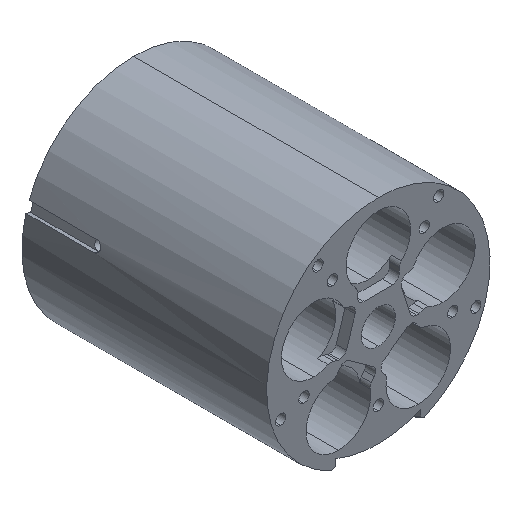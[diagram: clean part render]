
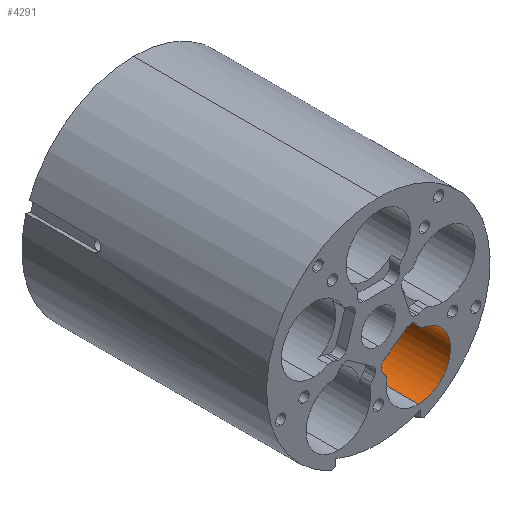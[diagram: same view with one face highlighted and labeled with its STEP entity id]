
A CAD part, isometric view. The second image highlights one B-rep face of the part: STEP entity #4291.
In plain terms, the highlighted cylindrical face has radius 9.5 mm (diameter 19 mm), a partial arc.
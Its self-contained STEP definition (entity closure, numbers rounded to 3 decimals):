
#41 = CARTESIAN_POINT ( 'NONE',  ( 13.321, 0., -6.81 ) ) ;
#55 = CIRCLE ( 'NONE', #3434, 9.5 ) ;
#123 = VERTEX_POINT ( 'NONE', #355 ) ;
#154 = AXIS2_PLACEMENT_3D ( 'NONE', #2996, #3410, #1186 ) ;
#232 = EDGE_CURVE ( 'NONE', #5607, #5083, #904, .T. ) ;
#355 = CARTESIAN_POINT ( 'NONE',  ( 11.756, 0., -25.68 ) ) ;
#500 = EDGE_CURVE ( 'NONE', #5607, #585, #2022, .T. ) ;
#585 = VERTEX_POINT ( 'NONE', #4553 ) ;
#761 = CARTESIAN_POINT ( 'NONE',  ( 13.321, 69., -6.81 ) ) ;
#904 = CIRCLE ( 'NONE', #5551, 9.5 ) ;
#969 = ORIENTED_EDGE ( 'NONE', *, *, #3669, .T. ) ;
#1071 = ORIENTED_EDGE ( 'NONE', *, *, #2771, .T. ) ;
#1155 = CYLINDRICAL_SURFACE ( 'NONE', #154, 9.5 ) ;
#1186 = DIRECTION ( 'NONE',  ( 0., 0., -1. ) ) ;
#1282 = VECTOR ( 'NONE', #3139, 1000. ) ;
#1372 = CARTESIAN_POINT ( 'NONE',  ( 11.756, 72., -6.68 ) ) ;
#1377 = DIRECTION ( 'NONE',  ( 0., -1., 0. ) ) ;
#1679 = CARTESIAN_POINT ( 'NONE',  ( 11.756, 0., -16.18 ) ) ;
#1696 = LINE ( 'NONE', #2609, #1282 ) ;
#1787 = CARTESIAN_POINT ( 'NONE',  ( 11.756, 3., -6.68 ) ) ;
#1848 = CARTESIAN_POINT ( 'NONE',  ( 11.756, 69., -16.18 ) ) ;
#1901 = VERTEX_POINT ( 'NONE', #3509 ) ;
#2022 = LINE ( 'NONE', #3426, #2558 ) ;
#2209 = VERTEX_POINT ( 'NONE', #3864 ) ;
#2335 = DIRECTION ( 'NONE',  ( 0., 0., 1. ) ) ;
#2390 = EDGE_CURVE ( 'NONE', #5083, #4649, #4578, .T. ) ;
#2558 = VECTOR ( 'NONE', #4079, 1000. ) ;
#2609 = CARTESIAN_POINT ( 'NONE',  ( 11.756, 72., -25.68 ) ) ;
#2665 = EDGE_CURVE ( 'NONE', #585, #2209, #3703, .T. ) ;
#2691 = ORIENTED_EDGE ( 'NONE', *, *, #2390, .F. ) ;
#2771 = EDGE_CURVE ( 'NONE', #2209, #123, #1696, .T. ) ;
#2904 = EDGE_CURVE ( 'NONE', #3232, #1901, #5924, .T. ) ;
#2973 = DIRECTION ( 'NONE',  ( 0., 0., 1. ) ) ;
#2996 = CARTESIAN_POINT ( 'NONE',  ( 11.756, 72., -16.18 ) ) ;
#3017 = ORIENTED_EDGE ( 'NONE', *, *, #2665, .T. ) ;
#3083 = DIRECTION ( 'NONE',  ( 0., 1., 0. ) ) ;
#3139 = DIRECTION ( 'NONE',  ( 0., -1., 0. ) ) ;
#3232 = VERTEX_POINT ( 'NONE', #41 ) ;
#3410 = DIRECTION ( 'NONE',  ( 0., -1., 0. ) ) ;
#3426 = CARTESIAN_POINT ( 'NONE',  ( 13.321, 72., -6.81 ) ) ;
#3434 = AXIS2_PLACEMENT_3D ( 'NONE', #4556, #1377, #5033 ) ;
#3509 = CARTESIAN_POINT ( 'NONE',  ( 13.321, 3., -6.81 ) ) ;
#3519 = DIRECTION ( 'NONE',  ( 0., 1., 0. ) ) ;
#3593 = EDGE_CURVE ( 'NONE', #3232, #123, #4218, .T. ) ;
#3604 = CARTESIAN_POINT ( 'NONE',  ( 11.756, 72., -16.18 ) ) ;
#3669 = EDGE_CURVE ( 'NONE', #1901, #4649, #55, .T. ) ;
#3703 = CIRCLE ( 'NONE', #4664, 9.5 ) ;
#3704 = ORIENTED_EDGE ( 'NONE', *, *, #3593, .F. ) ;
#3788 = ORIENTED_EDGE ( 'NONE', *, *, #2904, .T. ) ;
#3864 = CARTESIAN_POINT ( 'NONE',  ( 11.756, 72., -25.68 ) ) ;
#3931 = ORIENTED_EDGE ( 'NONE', *, *, #232, .F. ) ;
#4079 = DIRECTION ( 'NONE',  ( 0., 1., 0. ) ) ;
#4155 = DIRECTION ( 'NONE',  ( 0., 1., 0. ) ) ;
#4218 = CIRCLE ( 'NONE', #4691, 9.5 ) ;
#4291 = ADVANCED_FACE ( 'NONE', ( #5717 ), #1155, .F. ) ;
#4344 = EDGE_LOOP ( 'NONE', ( #2691, #3931, #5525, #3017, #1071, #3704, #3788, #969 ) ) ;
#4553 = CARTESIAN_POINT ( 'NONE',  ( 13.321, 72., -6.81 ) ) ;
#4556 = CARTESIAN_POINT ( 'NONE',  ( 11.756, 3., -16.18 ) ) ;
#4578 = LINE ( 'NONE', #1372, #4857 ) ;
#4649 = VERTEX_POINT ( 'NONE', #1787 ) ;
#4664 = AXIS2_PLACEMENT_3D ( 'NONE', #3604, #3083, #4930 ) ;
#4667 = VECTOR ( 'NONE', #4155, 1000. ) ;
#4691 = AXIS2_PLACEMENT_3D ( 'NONE', #1679, #3519, #2973 ) ;
#4857 = VECTOR ( 'NONE', #5085, 1000. ) ;
#4930 = DIRECTION ( 'NONE',  ( 0., 0., 1. ) ) ;
#5033 = DIRECTION ( 'NONE',  ( 0., 0., 1. ) ) ;
#5047 = DIRECTION ( 'NONE',  ( 0., -1., 0. ) ) ;
#5083 = VERTEX_POINT ( 'NONE', #5249 ) ;
#5085 = DIRECTION ( 'NONE',  ( 0., -1., 0. ) ) ;
#5249 = CARTESIAN_POINT ( 'NONE',  ( 11.756, 69., -6.68 ) ) ;
#5525 = ORIENTED_EDGE ( 'NONE', *, *, #500, .T. ) ;
#5551 = AXIS2_PLACEMENT_3D ( 'NONE', #1848, #5047, #2335 ) ;
#5607 = VERTEX_POINT ( 'NONE', #761 ) ;
#5717 = FACE_OUTER_BOUND ( 'NONE', #4344, .T. ) ;
#5924 = LINE ( 'NONE', #5954, #4667 ) ;
#5954 = CARTESIAN_POINT ( 'NONE',  ( 13.321, 72., -6.81 ) ) ;
